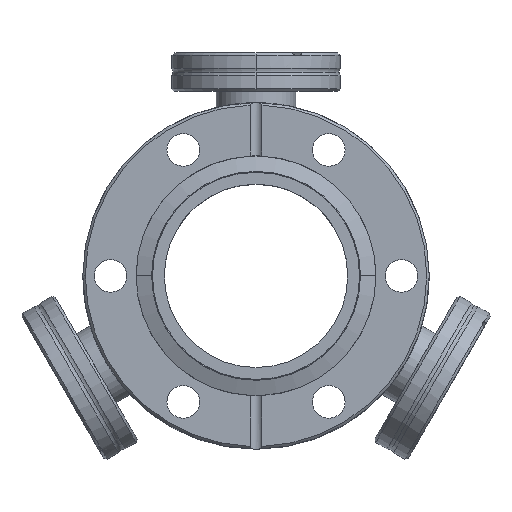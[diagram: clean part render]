
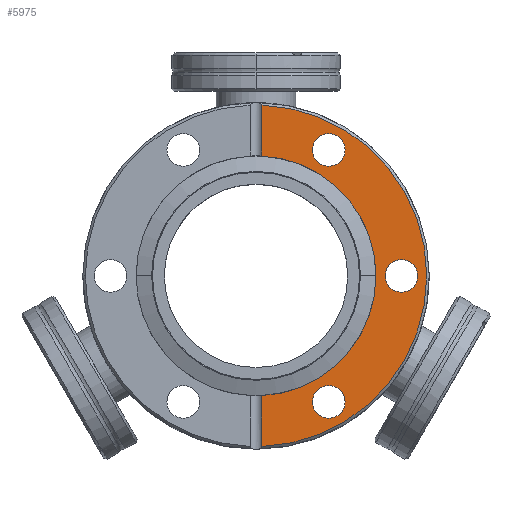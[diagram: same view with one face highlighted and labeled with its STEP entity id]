
A CAD part, top view. The second image highlights one B-rep face of the part: STEP entity #5975.
In plain terms, the highlighted planar face has unit normal (0, 0, 1).
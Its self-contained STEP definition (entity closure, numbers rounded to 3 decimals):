
#64 = EDGE_LOOP ( 'NONE', ( #7182, #3479 ) ) ;
#82 = EDGE_CURVE ( 'NONE', #3175, #3414, #6445, .T. ) ;
#166 = EDGE_LOOP ( 'NONE', ( #7002, #7139, #5547, #8855, #6169 ) ) ;
#257 = CARTESIAN_POINT ( 'NONE',  ( 24.2, 0., 0. ) ) ;
#277 = CARTESIAN_POINT ( 'NONE',  ( 17.975, 25.418, 0. ) ) ;
#331 = EDGE_CURVE ( 'NONE', #7433, #4227, #5499, .T. ) ;
#455 = DIRECTION ( 'NONE',  ( -1., 0., 0. ) ) ;
#529 = CARTESIAN_POINT ( 'NONE',  ( 14.675, -25.418, 0. ) ) ;
#875 = AXIS2_PLACEMENT_3D ( 'NONE', #4431, #8990, #3651 ) ;
#886 = CARTESIAN_POINT ( 'NONE',  ( 1.2, -34.95, 0. ) ) ;
#1109 = EDGE_LOOP ( 'NONE', ( #7716, #6296 ) ) ;
#1162 = CARTESIAN_POINT ( 'NONE',  ( 1.2, -24.17, 0. ) ) ;
#1182 = CARTESIAN_POINT ( 'NONE',  ( 11.375, -25.418, 0. ) ) ;
#1263 = PLANE ( 'NONE',  #5544 ) ;
#1300 = DIRECTION ( 'NONE',  ( 1., 0., 0. ) ) ;
#1325 = CARTESIAN_POINT ( 'NONE',  ( 1.2, -34.429, 0. ) ) ;
#1411 = DIRECTION ( 'NONE',  ( 1., 0., 0. ) ) ;
#1475 = AXIS2_PLACEMENT_3D ( 'NONE', #8951, #3614, #8178 ) ;
#1537 = AXIS2_PLACEMENT_3D ( 'NONE', #6215, #8622, #4828 ) ;
#1616 = VECTOR ( 'NONE', #2682, 1000. ) ;
#1642 = EDGE_CURVE ( 'NONE', #3414, #3175, #4974, .T. ) ;
#1730 = CIRCLE ( 'NONE', #1475, 24.2 ) ;
#1758 = CARTESIAN_POINT ( 'NONE',  ( 17.975, -25.418, 0. ) ) ;
#2011 = DIRECTION ( 'NONE',  ( 0., -1., 0. ) ) ;
#2059 = EDGE_CURVE ( 'NONE', #9545, #9744, #9380, .T. ) ;
#2566 = VERTEX_POINT ( 'NONE', #1325 ) ;
#2569 = CIRCLE ( 'NONE', #4557, 34.45 ) ;
#2682 = DIRECTION ( 'NONE',  ( 0., -1., 0. ) ) ;
#2910 = VERTEX_POINT ( 'NONE', #6624 ) ;
#3061 = VERTEX_POINT ( 'NONE', #257 ) ;
#3175 = VERTEX_POINT ( 'NONE', #6989 ) ;
#3177 = CARTESIAN_POINT ( 'NONE',  ( 1.2, -34.95, 0. ) ) ;
#3210 = DIRECTION ( 'NONE',  ( -1., 0., 0. ) ) ;
#3280 = EDGE_CURVE ( 'NONE', #9744, #9545, #6044, .T. ) ;
#3335 = VECTOR ( 'NONE', #2011, 1000. ) ;
#3337 = FACE_BOUND ( 'NONE', #64, .T. ) ;
#3414 = VERTEX_POINT ( 'NONE', #8343 ) ;
#3479 = ORIENTED_EDGE ( 'NONE', *, *, #82, .F. ) ;
#3487 = DIRECTION ( 'NONE',  ( 1., 0., 0. ) ) ;
#3572 = DIRECTION ( 'NONE',  ( 0., 0., 1. ) ) ;
#3614 = DIRECTION ( 'NONE',  ( 0., 0., -1. ) ) ;
#3651 = DIRECTION ( 'NONE',  ( 1., 0., 0. ) ) ;
#3754 = CARTESIAN_POINT ( 'NONE',  ( 1.2, 24.17, 0. ) ) ;
#4003 = CARTESIAN_POINT ( 'NONE',  ( 0., 0., 0. ) ) ;
#4105 = VERTEX_POINT ( 'NONE', #3754 ) ;
#4157 = ORIENTED_EDGE ( 'NONE', *, *, #9091, .F. ) ;
#4227 = VERTEX_POINT ( 'NONE', #277 ) ;
#4279 = CARTESIAN_POINT ( 'NONE',  ( 14.675, -25.418, 0. ) ) ;
#4304 = EDGE_LOOP ( 'NONE', ( #4157, #6707 ) ) ;
#4350 = DIRECTION ( 'NONE',  ( 0., 0., 1. ) ) ;
#4431 = CARTESIAN_POINT ( 'NONE',  ( 29.35, 0., 0. ) ) ;
#4448 = AXIS2_PLACEMENT_3D ( 'NONE', #8911, #3572, #8137 ) ;
#4492 = DIRECTION ( 'NONE',  ( 0., 0., -1. ) ) ;
#4511 = AXIS2_PLACEMENT_3D ( 'NONE', #529, #4350, #1300 ) ;
#4557 = AXIS2_PLACEMENT_3D ( 'NONE', #4003, #8559, #3210 ) ;
#4673 = FACE_BOUND ( 'NONE', #4304, .T. ) ;
#4810 = CARTESIAN_POINT ( 'NONE',  ( 11.375, 25.418, 0. ) ) ;
#4828 = DIRECTION ( 'NONE',  ( 1., 0., 0. ) ) ;
#4974 = CIRCLE ( 'NONE', #1537, 3.3 ) ;
#5025 = DIRECTION ( 'NONE',  ( 0., 0., 1. ) ) ;
#5091 = AXIS2_PLACEMENT_3D ( 'NONE', #9842, #4492, #9050 ) ;
#5142 = FACE_OUTER_BOUND ( 'NONE', #166, .T. ) ;
#5343 = CARTESIAN_POINT ( 'NONE',  ( 14.675, 25.418, 0. ) ) ;
#5352 = FACE_BOUND ( 'NONE', #1109, .T. ) ;
#5492 = EDGE_CURVE ( 'NONE', #6032, #2566, #6078, .T. ) ;
#5499 = CIRCLE ( 'NONE', #7306, 3.3 ) ;
#5544 = AXIS2_PLACEMENT_3D ( 'NONE', #9588, #5773, #455 ) ;
#5547 = ORIENTED_EDGE ( 'NONE', *, *, #6523, .T. ) ;
#5773 = DIRECTION ( 'NONE',  ( 0., 0., -1. ) ) ;
#5975 = ADVANCED_FACE ( 'NONE', ( #3337, #5352, #4673, #5142 ), #1263, .F. ) ;
#6032 = VERTEX_POINT ( 'NONE', #1162 ) ;
#6044 = CIRCLE ( 'NONE', #8453, 3.3 ) ;
#6078 = LINE ( 'NONE', #886, #3335 ) ;
#6121 = DIRECTION ( 'NONE',  ( 0., 0., 1. ) ) ;
#6169 = ORIENTED_EDGE ( 'NONE', *, *, #5492, .T. ) ;
#6215 = CARTESIAN_POINT ( 'NONE',  ( 29.35, 0., 0. ) ) ;
#6296 = ORIENTED_EDGE ( 'NONE', *, *, #3280, .F. ) ;
#6445 = CIRCLE ( 'NONE', #875, 3.3 ) ;
#6523 = EDGE_CURVE ( 'NONE', #4105, #3061, #7210, .T. ) ;
#6586 = EDGE_CURVE ( 'NONE', #3061, #6032, #1730, .T. ) ;
#6624 = CARTESIAN_POINT ( 'NONE',  ( 1.2, 34.429, 0. ) ) ;
#6707 = ORIENTED_EDGE ( 'NONE', *, *, #331, .F. ) ;
#6989 = CARTESIAN_POINT ( 'NONE',  ( 26.05, 0., 0. ) ) ;
#7002 = ORIENTED_EDGE ( 'NONE', *, *, #7840, .F. ) ;
#7139 = ORIENTED_EDGE ( 'NONE', *, *, #7940, .T. ) ;
#7182 = ORIENTED_EDGE ( 'NONE', *, *, #1642, .F. ) ;
#7210 = CIRCLE ( 'NONE', #5091, 24.2 ) ;
#7306 = AXIS2_PLACEMENT_3D ( 'NONE', #5343, #6121, #1411 ) ;
#7433 = VERTEX_POINT ( 'NONE', #4810 ) ;
#7459 = LINE ( 'NONE', #3177, #1616 ) ;
#7716 = ORIENTED_EDGE ( 'NONE', *, *, #2059, .F. ) ;
#7836 = CIRCLE ( 'NONE', #4448, 3.3 ) ;
#7840 = EDGE_CURVE ( 'NONE', #2910, #2566, #2569, .T. ) ;
#7940 = EDGE_CURVE ( 'NONE', #2910, #4105, #7459, .T. ) ;
#8137 = DIRECTION ( 'NONE',  ( 1., 0., 0. ) ) ;
#8178 = DIRECTION ( 'NONE',  ( -1., 0., 0. ) ) ;
#8343 = CARTESIAN_POINT ( 'NONE',  ( 32.65, 0., 0. ) ) ;
#8453 = AXIS2_PLACEMENT_3D ( 'NONE', #4279, #5025, #3487 ) ;
#8559 = DIRECTION ( 'NONE',  ( 0., 0., -1. ) ) ;
#8622 = DIRECTION ( 'NONE',  ( 0., 0., 1. ) ) ;
#8855 = ORIENTED_EDGE ( 'NONE', *, *, #6586, .T. ) ;
#8911 = CARTESIAN_POINT ( 'NONE',  ( 14.675, 25.418, 0. ) ) ;
#8951 = CARTESIAN_POINT ( 'NONE',  ( 0., 0., 0. ) ) ;
#8990 = DIRECTION ( 'NONE',  ( 0., 0., 1. ) ) ;
#9050 = DIRECTION ( 'NONE',  ( -1., 0., 0. ) ) ;
#9091 = EDGE_CURVE ( 'NONE', #4227, #7433, #7836, .T. ) ;
#9380 = CIRCLE ( 'NONE', #4511, 3.3 ) ;
#9545 = VERTEX_POINT ( 'NONE', #1758 ) ;
#9588 = CARTESIAN_POINT ( 'NONE',  ( 0., 18.5, 0. ) ) ;
#9744 = VERTEX_POINT ( 'NONE', #1182 ) ;
#9842 = CARTESIAN_POINT ( 'NONE',  ( 0., 0., 0. ) ) ;
